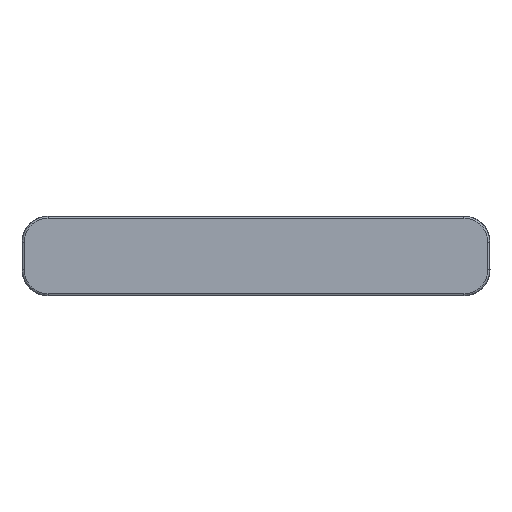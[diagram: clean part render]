
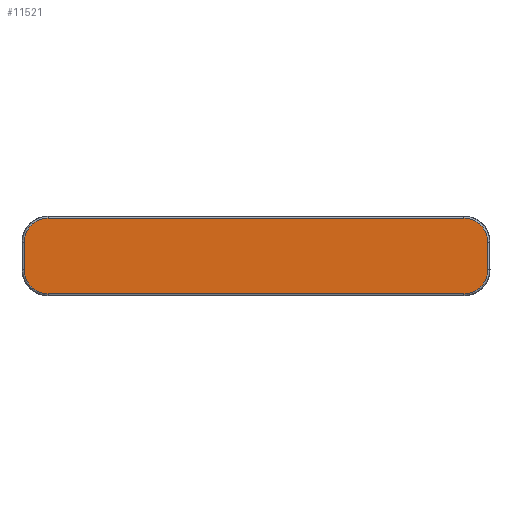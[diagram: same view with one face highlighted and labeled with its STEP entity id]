
A CAD part, left-side view. The second image highlights one B-rep face of the part: STEP entity #11521.
In plain terms, the highlighted planar face has unit normal (-1, 0, 0).
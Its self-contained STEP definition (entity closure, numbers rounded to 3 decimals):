
#3507=DIRECTION('',(0.,0.,1.));
#3508=VECTOR('',#3507,8.);
#3509=CARTESIAN_POINT('',(-20.2,0.637,-4.));
#3510=LINE('',#3509,#3508);
#3515=CARTESIAN_POINT('',(-20.2,127.5,4.));
#3516=DIRECTION('',(1.,0.,0.));
#3517=DIRECTION('',(0.,1.,0.));
#3518=AXIS2_PLACEMENT_3D('',#3515,#3516,#3517);
#3520=CARTESIAN_POINT('',(-20.2,7.5,4.));
#3521=DIRECTION('',(1.,0.,0.));
#3522=DIRECTION('',(0.,0.,1.));
#3523=AXIS2_PLACEMENT_3D('',#3520,#3521,#3522);
#3525=CARTESIAN_POINT('',(-20.2,7.5,-4.));
#3526=DIRECTION('',(1.,0.,0.));
#3527=DIRECTION('',(0.,-1.,0.));
#3528=AXIS2_PLACEMENT_3D('',#3525,#3526,#3527);
#3530=CARTESIAN_POINT('',(-20.2,127.5,-4.));
#3531=DIRECTION('',(1.,0.,0.));
#3532=DIRECTION('',(0.,0.,-1.));
#3533=AXIS2_PLACEMENT_3D('',#3530,#3531,#3532);
#3550=DIRECTION('',(0.,0.,-1.));
#3551=VECTOR('',#3550,8.);
#3552=CARTESIAN_POINT('',(-20.2,134.363,4.));
#3553=LINE('',#3552,#3551);
#3573=DIRECTION('',(0.,-1.,0.));
#3574=VECTOR('',#3573,120.);
#3575=CARTESIAN_POINT('',(-20.2,127.5,-10.863));
#3576=LINE('',#3575,#3574);
#3630=DIRECTION('',(0.,1.,0.));
#3631=VECTOR('',#3630,120.);
#3632=CARTESIAN_POINT('',(-20.2,7.5,10.863));
#3633=LINE('',#3632,#3631);
#4571=CARTESIAN_POINT('',(-20.2,134.363,4.));
#4572=CARTESIAN_POINT('',(-20.2,127.5,10.863));
#4573=VERTEX_POINT('',#4571);
#4574=VERTEX_POINT('',#4572);
#4575=CARTESIAN_POINT('',(-20.2,7.5,10.863));
#4576=VERTEX_POINT('',#4575);
#4577=CARTESIAN_POINT('',(-20.2,0.637,4.));
#4578=VERTEX_POINT('',#4577);
#4579=CARTESIAN_POINT('',(-20.2,0.637,-4.));
#4580=VERTEX_POINT('',#4579);
#4581=CARTESIAN_POINT('',(-20.2,7.5,-10.863));
#4582=VERTEX_POINT('',#4581);
#4583=CARTESIAN_POINT('',(-20.2,127.5,-10.863));
#4584=VERTEX_POINT('',#4583);
#4585=CARTESIAN_POINT('',(-20.2,134.363,-4.));
#4586=VERTEX_POINT('',#4585);
#11499=CARTESIAN_POINT('',(-20.2,67.5,0.));
#11500=DIRECTION('',(1.,0.,0.));
#11501=DIRECTION('',(0.,-1.,0.));
#11502=AXIS2_PLACEMENT_3D('',#11499,#11500,#11501);
#11503=PLANE('',#11502);
#11505=ORIENTED_EDGE('',*,*,#11504,.T.);
#11507=ORIENTED_EDGE('',*,*,#11506,.F.);
#11509=ORIENTED_EDGE('',*,*,#11508,.T.);
#11510=ORIENTED_EDGE('',*,*,#11482,.F.);
#11512=ORIENTED_EDGE('',*,*,#11511,.T.);
#11514=ORIENTED_EDGE('',*,*,#11513,.F.);
#11516=ORIENTED_EDGE('',*,*,#11515,.T.);
#11518=ORIENTED_EDGE('',*,*,#11517,.F.);
#11519=EDGE_LOOP('',(#11505,#11507,#11509,#11510,#11512,#11514,#11516,#11518));
#11520=FACE_OUTER_BOUND('',#11519,.F.);
#11521=ADVANCED_FACE('',(#11520),#11503,.F.);
#3519=CIRCLE('',#3518,6.863);
#3524=CIRCLE('',#3523,6.863);
#3529=CIRCLE('',#3528,6.863);
#3534=CIRCLE('',#3533,6.863);
#11482=EDGE_CURVE('',#4580,#4578,#3510,.T.);
#11504=EDGE_CURVE('',#4573,#4574,#3519,.T.);
#11506=EDGE_CURVE('',#4576,#4574,#3633,.T.);
#11508=EDGE_CURVE('',#4576,#4578,#3524,.T.);
#11511=EDGE_CURVE('',#4580,#4582,#3529,.T.);
#11513=EDGE_CURVE('',#4584,#4582,#3576,.T.);
#11515=EDGE_CURVE('',#4584,#4586,#3534,.T.);
#11517=EDGE_CURVE('',#4573,#4586,#3553,.T.);
